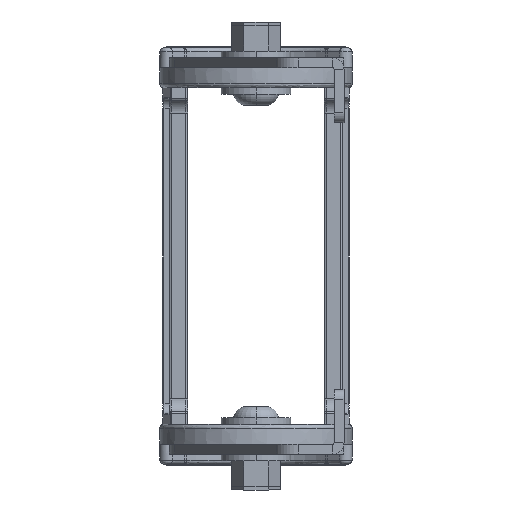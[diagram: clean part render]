
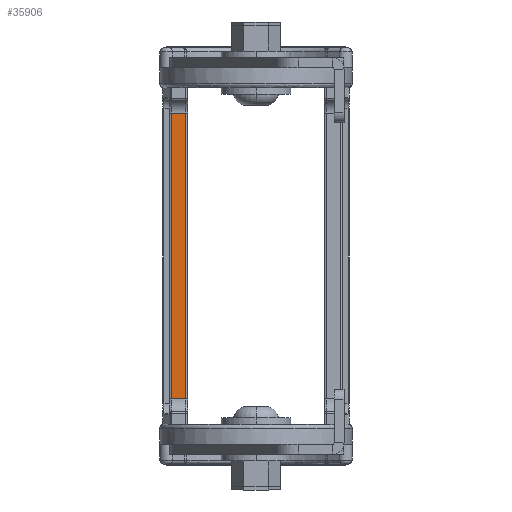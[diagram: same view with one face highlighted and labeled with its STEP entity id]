
A CAD part, left-side view. The second image highlights one B-rep face of the part: STEP entity #35906.
In plain terms, the highlighted planar face has unit normal (-1, 0, 0).
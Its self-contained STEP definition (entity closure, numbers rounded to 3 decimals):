
#332 = VECTOR ( 'NONE', #3574, 1000. ) ;
#1486 = FACE_OUTER_BOUND ( 'NONE', #12881, .T. ) ;
#2132 = CARTESIAN_POINT ( 'NONE',  ( -79.8, 197.554, 35.417 ) ) ;
#3574 = DIRECTION ( 'NONE',  ( 0., 1., 0. ) ) ;
#3876 = DIRECTION ( 'NONE',  ( 0., 0., 1. ) ) ;
#7009 = VERTEX_POINT ( 'NONE', #10614 ) ;
#7332 = DIRECTION ( 'NONE',  ( 0., 0., 1. ) ) ;
#8907 = CARTESIAN_POINT ( 'NONE',  ( -79.8, 193.066, 42.547 ) ) ;
#10614 = CARTESIAN_POINT ( 'NONE',  ( -79.8, 197.554, 42.547 ) ) ;
#11375 = CARTESIAN_POINT ( 'NONE',  ( -79.8, 98.104, 35.417 ) ) ;
#12881 = EDGE_LOOP ( 'NONE', ( #15047, #32318, #27614, #40663 ) ) ;
#13607 = CARTESIAN_POINT ( 'NONE',  ( -79.8, 98.104, 128.767 ) ) ;
#14702 = VECTOR ( 'NONE', #38528, 1000. ) ;
#15047 = ORIENTED_EDGE ( 'NONE', *, *, #29738, .T. ) ;
#17315 = EDGE_CURVE ( 'NONE', #29387, #36418, #25958, .T. ) ;
#18051 = LINE ( 'NONE', #2132, #14702 ) ;
#19129 = CARTESIAN_POINT ( 'NONE',  ( -79.8, 197.554, 128.767 ) ) ;
#19346 = LINE ( 'NONE', #31900, #332 ) ;
#20298 = DIRECTION ( 'NONE',  ( 0., 1., 0. ) ) ;
#24084 = EDGE_CURVE ( 'NONE', #43408, #7009, #19346, .T. ) ;
#25252 = CARTESIAN_POINT ( 'NONE',  ( -79.8, 193.066, 129.767 ) ) ;
#25958 = LINE ( 'NONE', #13607, #33152 ) ;
#27614 = ORIENTED_EDGE ( 'NONE', *, *, #32842, .T. ) ;
#28699 = LINE ( 'NONE', #25252, #45869 ) ;
#29387 = VERTEX_POINT ( 'NONE', #39352 ) ;
#29738 = EDGE_CURVE ( 'NONE', #36418, #7009, #18051, .T. ) ;
#31900 = CARTESIAN_POINT ( 'NONE',  ( -79.8, 98.104, 42.547 ) ) ;
#32318 = ORIENTED_EDGE ( 'NONE', *, *, #24084, .F. ) ;
#32842 = EDGE_CURVE ( 'NONE', #43408, #29387, #28699, .T. ) ;
#33152 = VECTOR ( 'NONE', #20298, 1000. ) ;
#35657 = DIRECTION ( 'NONE',  ( -1., 0., 0. ) ) ;
#35906 = ADVANCED_FACE ( 'NONE', ( #1486 ), #36129, .T. ) ;
#36129 = PLANE ( 'NONE',  #39057 ) ;
#36418 = VERTEX_POINT ( 'NONE', #19129 ) ;
#38528 = DIRECTION ( 'NONE',  ( 0., 0., -1. ) ) ;
#39057 = AXIS2_PLACEMENT_3D ( 'NONE', #11375, #35657, #7332 ) ;
#39352 = CARTESIAN_POINT ( 'NONE',  ( -79.8, 193.066, 128.767 ) ) ;
#40663 = ORIENTED_EDGE ( 'NONE', *, *, #17315, .T. ) ;
#43408 = VERTEX_POINT ( 'NONE', #8907 ) ;
#45869 = VECTOR ( 'NONE', #3876, 1000. ) ;
